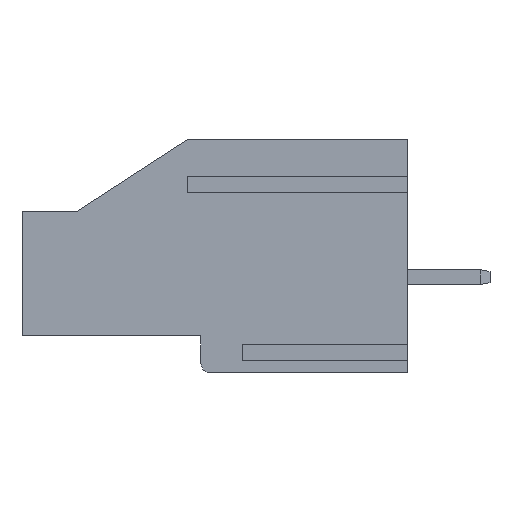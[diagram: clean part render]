
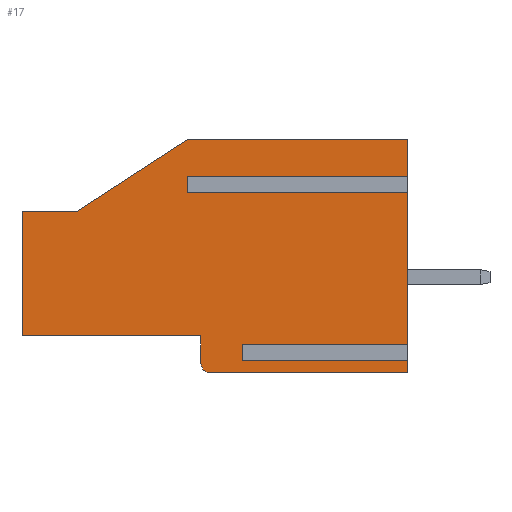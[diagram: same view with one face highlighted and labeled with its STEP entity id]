
A CAD part, left-side view. The second image highlights one B-rep face of the part: STEP entity #17.
In plain terms, the highlighted free-form (B-spline) face has degree [1, 1] with [2, 2] control points.
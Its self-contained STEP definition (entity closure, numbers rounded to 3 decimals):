
#17 = ADVANCED_FACE('',(#18),#140,.T.);
#18 = FACE_BOUND('',#19,.T.);
#19 = EDGE_LOOP('',(#20,#29,#37,#44,#51,#58,#65,#72,#79,#86,#93,#100,
    #107,#114,#121,#128,#135));
#20 = ORIENTED_EDGE('',*,*,#21,.T.);
#21 = EDGE_CURVE('',#22,#24,#26,.T.);
#22 = VERTEX_POINT('',#23);
#23 = CARTESIAN_POINT('',(0.,14.266,
    -13.568));
#24 = VERTEX_POINT('',#25);
#25 = CARTESIAN_POINT('',(0.,14.266,
    -15.47));
#26 = B_SPLINE_CURVE_WITH_KNOTS('',1,(#27,#28),.UNSPECIFIED.,.F.,.F.,(2,
    2),(0.,1.5),.PIECEWISE_BEZIER_KNOTS.);
#27 = CARTESIAN_POINT('',(0.,14.266,
    -13.568));
#28 = CARTESIAN_POINT('',(0.,14.266,
    -15.47));
#29 = ORIENTED_EDGE('',*,*,#30,.T.);
#30 = EDGE_CURVE('',#24,#31,#33,.T.);
#31 = VERTEX_POINT('',#32);
#32 = CARTESIAN_POINT('',(0.,13.632,
    -16.104));
#33 = ( BOUNDED_CURVE() B_SPLINE_CURVE(2,(#34,#35,#36),.UNSPECIFIED.,.F.
,.F.) B_SPLINE_CURVE_WITH_KNOTS((3,3),(3.142,4.712),
.PIECEWISE_BEZIER_KNOTS.) CURVE() GEOMETRIC_REPRESENTATION_ITEM() 
RATIONAL_B_SPLINE_CURVE((1.,0.707,1.)) REPRESENTATION_ITEM('') 
  );
#34 = CARTESIAN_POINT('',(0.,14.266,
    -15.47));
#35 = CARTESIAN_POINT('',(0.,14.266,
    -16.104));
#36 = CARTESIAN_POINT('',(0.,13.632,
    -16.104));
#37 = ORIENTED_EDGE('',*,*,#38,.T.);
#38 = EDGE_CURVE('',#31,#39,#41,.T.);
#39 = VERTEX_POINT('',#40);
#40 = CARTESIAN_POINT('',(0.,0.,
    -16.104));
#41 = B_SPLINE_CURVE_WITH_KNOTS('',1,(#42,#43),.UNSPECIFIED.,.F.,.F.,(2,
    2),(0.5,11.25),.PIECEWISE_BEZIER_KNOTS.);
#42 = CARTESIAN_POINT('',(0.,13.632,
    -16.104));
#43 = CARTESIAN_POINT('',(0.,0.,
    -16.104));
#44 = ORIENTED_EDGE('',*,*,#45,.T.);
#45 = EDGE_CURVE('',#39,#46,#48,.T.);
#46 = VERTEX_POINT('',#47);
#47 = CARTESIAN_POINT('',(0.,0.,
    -15.28));
#48 = B_SPLINE_CURVE_WITH_KNOTS('',1,(#49,#50),.UNSPECIFIED.,.F.,.F.,(2,
    2),(0.,0.65),.PIECEWISE_BEZIER_KNOTS.);
#49 = CARTESIAN_POINT('',(0.,0.,
    -16.104));
#50 = CARTESIAN_POINT('',(0.,0.,
    -15.28));
#51 = ORIENTED_EDGE('',*,*,#52,.T.);
#52 = EDGE_CURVE('',#46,#53,#55,.T.);
#53 = VERTEX_POINT('',#54);
#54 = CARTESIAN_POINT('',(0.,11.413,
    -15.28));
#55 = B_SPLINE_CURVE_WITH_KNOTS('',1,(#56,#57),.UNSPECIFIED.,.F.,.F.,(2,
    2),(0.,9.),.PIECEWISE_BEZIER_KNOTS.);
#56 = CARTESIAN_POINT('',(0.,0.,
    -15.28));
#57 = CARTESIAN_POINT('',(0.,11.413,
    -15.28));
#58 = ORIENTED_EDGE('',*,*,#59,.T.);
#59 = EDGE_CURVE('',#53,#60,#62,.T.);
#60 = VERTEX_POINT('',#61);
#61 = CARTESIAN_POINT('',(0.,11.413,
    -14.139));
#62 = B_SPLINE_CURVE_WITH_KNOTS('',1,(#63,#64),.UNSPECIFIED.,.F.,.F.,(2,
    2),(0.,0.9),.PIECEWISE_BEZIER_KNOTS.);
#63 = CARTESIAN_POINT('',(0.,11.413,
    -15.28));
#64 = CARTESIAN_POINT('',(0.,11.413,
    -14.139));
#65 = ORIENTED_EDGE('',*,*,#66,.T.);
#66 = EDGE_CURVE('',#60,#67,#69,.T.);
#67 = VERTEX_POINT('',#68);
#68 = CARTESIAN_POINT('',(0.,0.,
    -14.139));
#69 = B_SPLINE_CURVE_WITH_KNOTS('',1,(#70,#71),.UNSPECIFIED.,.F.,.F.,(2,
    2),(0.,9.),.PIECEWISE_BEZIER_KNOTS.);
#70 = CARTESIAN_POINT('',(0.,11.413,
    -14.139));
#71 = CARTESIAN_POINT('',(0.,0.,
    -14.139));
#72 = ORIENTED_EDGE('',*,*,#73,.T.);
#73 = EDGE_CURVE('',#67,#74,#76,.T.);
#74 = VERTEX_POINT('',#75);
#75 = CARTESIAN_POINT('',(0.,0.,
    -3.677));
#76 = B_SPLINE_CURVE_WITH_KNOTS('',1,(#77,#78),.UNSPECIFIED.,.F.,.F.,(2,
    2),(1.55,9.8),.PIECEWISE_BEZIER_KNOTS.);
#77 = CARTESIAN_POINT('',(0.,0.,
    -14.139));
#78 = CARTESIAN_POINT('',(0.,0.,
    -3.677));
#79 = ORIENTED_EDGE('',*,*,#80,.T.);
#80 = EDGE_CURVE('',#74,#81,#83,.T.);
#81 = VERTEX_POINT('',#82);
#82 = CARTESIAN_POINT('',(0.,15.217,
    -3.677));
#83 = B_SPLINE_CURVE_WITH_KNOTS('',1,(#84,#85),.UNSPECIFIED.,.F.,.F.,(2,
    2),(0.,12.),.PIECEWISE_BEZIER_KNOTS.);
#84 = CARTESIAN_POINT('',(0.,0.,
    -3.677));
#85 = CARTESIAN_POINT('',(0.,15.217,
    -3.677));
#86 = ORIENTED_EDGE('',*,*,#87,.T.);
#87 = EDGE_CURVE('',#81,#88,#90,.T.);
#88 = VERTEX_POINT('',#89);
#89 = CARTESIAN_POINT('',(0.,15.217,
    -2.536));
#90 = B_SPLINE_CURVE_WITH_KNOTS('',1,(#91,#92),.UNSPECIFIED.,.F.,.F.,(2,
    2),(0.,0.9),.PIECEWISE_BEZIER_KNOTS.);
#91 = CARTESIAN_POINT('',(0.,15.217,
    -3.677));
#92 = CARTESIAN_POINT('',(0.,15.217,
    -2.536));
#93 = ORIENTED_EDGE('',*,*,#94,.T.);
#94 = EDGE_CURVE('',#88,#95,#97,.T.);
#95 = VERTEX_POINT('',#96);
#96 = CARTESIAN_POINT('',(0.,0.,
    -2.536));
#97 = B_SPLINE_CURVE_WITH_KNOTS('',1,(#98,#99),.UNSPECIFIED.,.F.,.F.,(2,
    2),(0.,12.),.PIECEWISE_BEZIER_KNOTS.);
#98 = CARTESIAN_POINT('',(0.,15.217,
    -2.536));
#99 = CARTESIAN_POINT('',(0.,0.,
    -2.536));
#100 = ORIENTED_EDGE('',*,*,#101,.T.);
#101 = EDGE_CURVE('',#95,#102,#104,.T.);
#102 = VERTEX_POINT('',#103);
#103 = CARTESIAN_POINT('',(0.,0.,
    0.));
#104 = B_SPLINE_CURVE_WITH_KNOTS('',1,(#105,#106),.UNSPECIFIED.,.F.,.F.,
  (2,2),(10.7,12.7),.PIECEWISE_BEZIER_KNOTS.);
#105 = CARTESIAN_POINT('',(0.,0.,
    -2.536));
#106 = CARTESIAN_POINT('',(0.,0.,
    0.));
#107 = ORIENTED_EDGE('',*,*,#108,.T.);
#108 = EDGE_CURVE('',#102,#109,#111,.T.);
#109 = VERTEX_POINT('',#110);
#110 = CARTESIAN_POINT('',(0.,15.217,
    0.));
#111 = B_SPLINE_CURVE_WITH_KNOTS('',1,(#112,#113),.UNSPECIFIED.,.F.,.F.,
  (2,2),(0.,12.),.PIECEWISE_BEZIER_KNOTS.);
#112 = CARTESIAN_POINT('',(0.,0.,
    0.));
#113 = CARTESIAN_POINT('',(0.,15.217,
    0.));
#114 = ORIENTED_EDGE('',*,*,#115,.T.);
#115 = EDGE_CURVE('',#109,#116,#118,.T.);
#116 = VERTEX_POINT('',#117);
#117 = CARTESIAN_POINT('',(0.,22.825,
    -4.945));
#118 = B_SPLINE_CURVE_WITH_KNOTS('',1,(#119,#120),.UNSPECIFIED.,.F.,.F.,
  (2,2),(0.,7.156),.PIECEWISE_BEZIER_KNOTS.);
#119 = CARTESIAN_POINT('',(0.,15.217,
    0.));
#120 = CARTESIAN_POINT('',(0.,22.825,
    -4.945));
#121 = ORIENTED_EDGE('',*,*,#122,.T.);
#122 = EDGE_CURVE('',#116,#123,#125,.T.);
#123 = VERTEX_POINT('',#124);
#124 = CARTESIAN_POINT('',(0.,26.629,
    -4.945));
#125 = B_SPLINE_CURVE_WITH_KNOTS('',1,(#126,#127),.UNSPECIFIED.,.F.,.F.,
  (2,2),(0.,3.),.PIECEWISE_BEZIER_KNOTS.);
#126 = CARTESIAN_POINT('',(0.,22.825,
    -4.945));
#127 = CARTESIAN_POINT('',(0.,26.629,
    -4.945));
#128 = ORIENTED_EDGE('',*,*,#129,.T.);
#129 = EDGE_CURVE('',#123,#130,#132,.T.);
#130 = VERTEX_POINT('',#131);
#131 = CARTESIAN_POINT('',(0.,26.629,
    -13.568));
#132 = B_SPLINE_CURVE_WITH_KNOTS('',1,(#133,#134),.UNSPECIFIED.,.F.,.F.,
  (2,2),(0.,6.8),.PIECEWISE_BEZIER_KNOTS.);
#133 = CARTESIAN_POINT('',(0.,26.629,
    -4.945));
#134 = CARTESIAN_POINT('',(0.,26.629,
    -13.568));
#135 = ORIENTED_EDGE('',*,*,#136,.T.);
#136 = EDGE_CURVE('',#130,#22,#137,.T.);
#137 = B_SPLINE_CURVE_WITH_KNOTS('',1,(#138,#139),.UNSPECIFIED.,.F.,.F.,
  (2,2),(0.,9.75),.PIECEWISE_BEZIER_KNOTS.);
#138 = CARTESIAN_POINT('',(0.,26.629,
    -13.568));
#139 = CARTESIAN_POINT('',(0.,14.266,
    -13.568));
#140 = B_SPLINE_SURFACE_WITH_KNOTS('',1,1,(
    (#141,#142)
    ,(#143,#144
    )),.UNSPECIFIED.,.F.,.F.,.F.,(2,2),(2,2),(-9.646,
    11.354),(-6.597,6.103),
  .PIECEWISE_BEZIER_KNOTS.);
#141 = CARTESIAN_POINT('',(0.,0.,
    0.));
#142 = CARTESIAN_POINT('',(0.,0.,
    -16.104));
#143 = CARTESIAN_POINT('',(0.,26.629,
    0.));
#144 = CARTESIAN_POINT('',(0.,26.629,
    -16.104));
